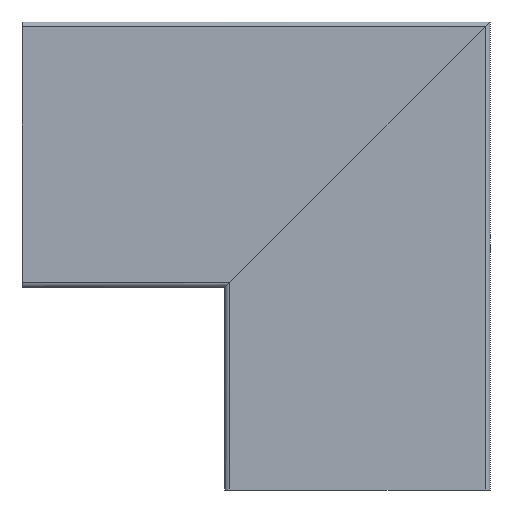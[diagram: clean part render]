
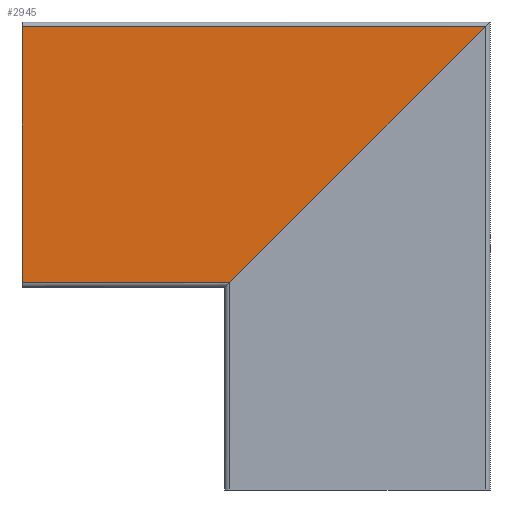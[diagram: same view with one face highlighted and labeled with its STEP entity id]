
A CAD part, left-side view. The second image highlights one B-rep face of the part: STEP entity #2945.
In plain terms, the highlighted planar face has unit normal (-1, 0, 0).
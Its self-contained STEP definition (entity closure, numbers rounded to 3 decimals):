
#147 = CARTESIAN_POINT ( 'NONE',  ( 0., 82., 167. ) ) ;
#159 = ORIENTED_EDGE ( 'NONE', *, *, #2248, .F. ) ;
#228 = ORIENTED_EDGE ( 'NONE', *, *, #3676, .F. ) ;
#279 = ORIENTED_EDGE ( 'NONE', *, *, #1484, .F. ) ;
#316 = FACE_OUTER_BOUND ( 'NONE', #2745, .T. ) ;
#552 = LINE ( 'NONE', #1154, #1245 ) ;
#1154 = CARTESIAN_POINT ( 'NONE',  ( 0., -82., 300. ) ) ;
#1165 = CARTESIAN_POINT ( 'NONE',  ( 0., -82., 300. ) ) ;
#1176 = ORIENTED_EDGE ( 'NONE', *, *, #1488, .T. ) ;
#1183 = VERTEX_POINT ( 'NONE', #3636 ) ;
#1245 = VECTOR ( 'NONE', #1424, 1000. ) ;
#1290 = DIRECTION ( 'NONE',  ( 0., 0., -1. ) ) ;
#1424 = DIRECTION ( 'NONE',  ( 0., 0., -1. ) ) ;
#1458 = VECTOR ( 'NONE', #2443, 1000. ) ;
#1484 = EDGE_CURVE ( 'NONE', #1183, #3545, #1957, .T. ) ;
#1488 = EDGE_CURVE ( 'NONE', #1183, #3152, #1987, .T. ) ;
#1503 = LINE ( 'NONE', #3546, #1458 ) ;
#1700 = DIRECTION ( 'NONE',  ( 0., -1., 0. ) ) ;
#1951 = VECTOR ( 'NONE', #1290, 1000. ) ;
#1957 = LINE ( 'NONE', #1165, #1972 ) ;
#1972 = VECTOR ( 'NONE', #1700, 1000. ) ;
#1987 = LINE ( 'NONE', #2088, #1951 ) ;
#2088 = CARTESIAN_POINT ( 'NONE',  ( 0., 82., 300. ) ) ;
#2248 = EDGE_CURVE ( 'NONE', #3410, #3152, #1503, .T. ) ;
#2254 = PLANE ( 'NONE',  #2874 ) ;
#2263 = DIRECTION ( 'NONE',  ( 0., 0., -1. ) ) ;
#2293 = DIRECTION ( 'NONE',  ( 1., 0., 0. ) ) ;
#2326 = CARTESIAN_POINT ( 'NONE',  ( 0., -82., 3. ) ) ;
#2443 = DIRECTION ( 'NONE',  ( 0., 0.707, 0.707 ) ) ;
#2547 = CARTESIAN_POINT ( 'NONE',  ( 0., -82., 300. ) ) ;
#2745 = EDGE_LOOP ( 'NONE', ( #1176, #159, #228, #279 ) ) ;
#2874 = AXIS2_PLACEMENT_3D ( 'NONE', #3049, #2293, #2263 ) ;
#2945 = ADVANCED_FACE ( 'NONE', ( #316 ), #2254, .F. ) ;
#3049 = CARTESIAN_POINT ( 'NONE',  ( 0., -82., 300. ) ) ;
#3152 = VERTEX_POINT ( 'NONE', #147 ) ;
#3410 = VERTEX_POINT ( 'NONE', #2326 ) ;
#3545 = VERTEX_POINT ( 'NONE', #2547 ) ;
#3546 = CARTESIAN_POINT ( 'NONE',  ( 0., 85., 170. ) ) ;
#3636 = CARTESIAN_POINT ( 'NONE',  ( 0., 82., 300. ) ) ;
#3676 = EDGE_CURVE ( 'NONE', #3545, #3410, #552, .T. ) ;
